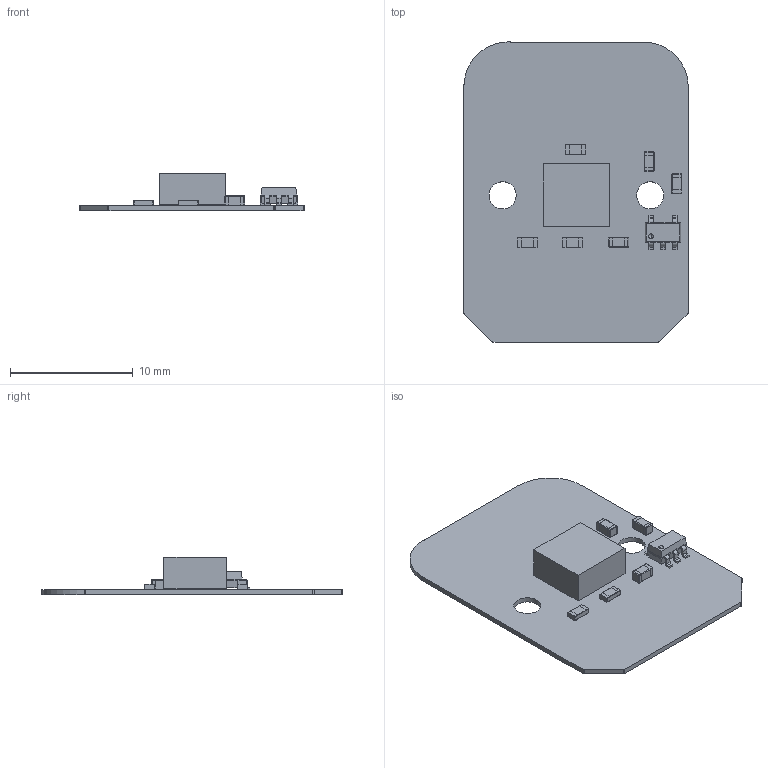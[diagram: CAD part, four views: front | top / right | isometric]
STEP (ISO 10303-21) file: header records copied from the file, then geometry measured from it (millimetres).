
FILE_DESCRIPTION(('Open CASCADE Model'),'2;1');
FILE_NAME('Open CASCADE Shape Model','2018-12-11T03:18:51',('Author'),( 'Open CASCADE'),'Open CASCADE STEP processor 6.8','Open CASCADE 6.8' ,'Unknown');
FILE_SCHEMA(('AUTOMOTIVE_DESIGN { 1 0 10303 214 1 1 1 1 }'));
Length unit declared in the file: millimetre
Products named in the file (41): PCB; Board; R7; 994756176; Mid_Body; Terminal; Open_CASCADE_STEP_translator_6.8_21.2.1; Mark; R6; R1; 994747344; AS1; 739936768; Extruded; C1; 994747856; Open_CASCADE_STEP_translator_6.8_47.1.1; Open_CASCADE_STEP_translator_6.8_47.1.2; Open_CASCADE_STEP_translator_6.8_47.2.1; C2; 994745552; C4; 994748240; RT1; User_Library-SOT23-5-2
Assembly tree (43 placements, depth 5):
  PCB
    Board
    R7
      994756176
        Mid_Body
        Terminal  x2
          Open_CASCADE_STEP_translator_6.8_21.2.1
        Mark
    R6
      994756176
        Mid_Body
        Terminal  x2
          Open_CASCADE_STEP_translator_6.8_21.2.1
        Mark
    R1
      994747344
        Mid_Body
        Terminal  x2
          Open_CASCADE_STEP_translator_6.8_21.2.1
        Mark
    AS1
      739936768
        Extruded
    C1
      994747856
        Terminal
          Open_CASCADE_STEP_translator_6.8_47.1.1
          Open_CASCADE_STEP_translator_6.8_47.1.2
        Mid_Body
          Open_CASCADE_STEP_translator_6.8_47.2.1
    C2
      994745552
        Terminal
          Open_CASCADE_STEP_translator_6.8_47.1.1
          Open_CASCADE_STEP_translator_6.8_47.1.2
        Mid_Body
          Open_CASCADE_STEP_translator_6.8_47.2.1
    C4
      994748240
        Terminal
          Open_CASCADE_STEP_translator_6.8_47.1.1
          Open_CASCADE_STEP_translator_6.8_47.1.2
        Mid_Body
          Open_CASCADE_STEP_translator_6.8_47.2.1
    RT1
      User_Library-SOT23-5-2
Bounding box: 18.25 x 24.43 x 3.06 mm (x, y, z)
Volume: 256.4 mm3; surface area: 1079.7 mm2
Topology: 24 solids, 24 shells, 347 faces, 818 edges, 496 vertices
Faces by surface type: plane 228, cylinder 93, sphere 26
Full cylindrical faces by diameter (mm): 2.2 x2
Entity records: 9239 total; most frequent: DIRECTION 1541, CARTESIAN_POINT 1429, ORIENTED_EDGE 1348, EDGE_CURVE 674, AXIS2_PLACEMENT_3D 528, LINE 485, VECTOR 485, VERTEX_POINT 416
